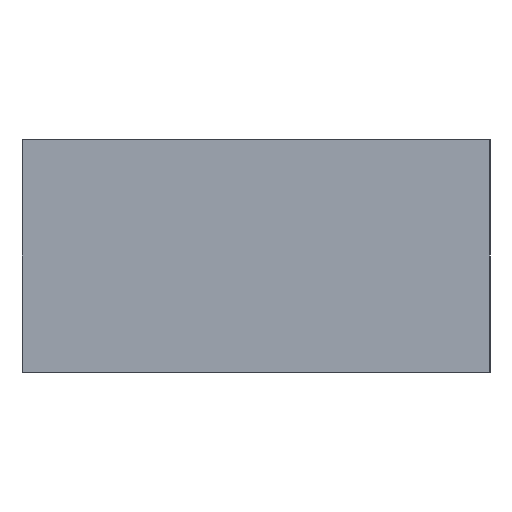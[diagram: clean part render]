
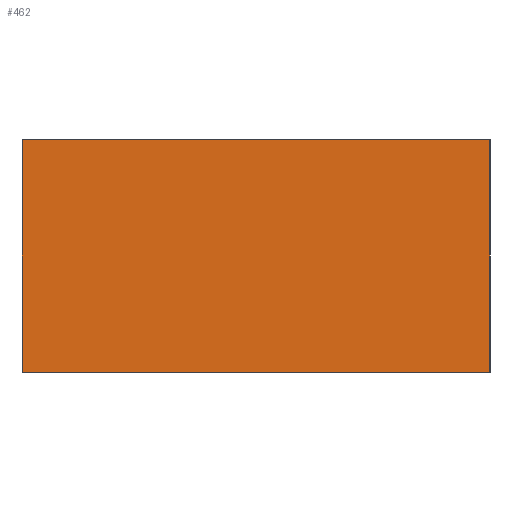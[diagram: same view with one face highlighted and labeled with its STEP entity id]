
A CAD part, left-side view. The second image highlights one B-rep face of the part: STEP entity #462.
In plain terms, the highlighted planar face has unit normal (-1, 0, 0).
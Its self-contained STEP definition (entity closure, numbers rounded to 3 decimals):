
#462 = ADVANCED_FACE ( 'NONE', ( #6175 ), #3777, .T. ) ;
#469 = DIRECTION ( 'NONE',  ( 0., 0., -1. ) ) ;
#525 = ORIENTED_EDGE ( 'NONE', *, *, #929, .T. ) ;
#698 = EDGE_LOOP ( 'NONE', ( #525, #6076, #5649, #1511 ) ) ;
#929 = EDGE_CURVE ( 'NONE', #2283, #5917, #3666, .T. ) ;
#951 = VERTEX_POINT ( 'NONE', #1212 ) ;
#992 = VECTOR ( 'NONE', #3873, 1000. ) ;
#1212 = CARTESIAN_POINT ( 'NONE',  ( -46.469, 0., 3.835 ) ) ;
#1245 = LINE ( 'NONE', #6101, #5656 ) ;
#1281 = CARTESIAN_POINT ( 'NONE',  ( -46.469, 15.443, -3.835 ) ) ;
#1511 = ORIENTED_EDGE ( 'NONE', *, *, #4027, .T. ) ;
#1574 = VECTOR ( 'NONE', #469, 1000. ) ;
#2122 = CARTESIAN_POINT ( 'NONE',  ( -46.469, 15.443, 3.835 ) ) ;
#2283 = VERTEX_POINT ( 'NONE', #3231 ) ;
#2381 = CARTESIAN_POINT ( 'NONE',  ( -46.469, 0., -3.835 ) ) ;
#2770 = DIRECTION ( 'NONE',  ( 0., 0., 1. ) ) ;
#3093 = EDGE_CURVE ( 'NONE', #951, #4446, #4922, .T. ) ;
#3231 = CARTESIAN_POINT ( 'NONE',  ( -46.469, 15.443, -3.835 ) ) ;
#3318 = EDGE_CURVE ( 'NONE', #5917, #951, #1245, .T. ) ;
#3541 = CARTESIAN_POINT ( 'NONE',  ( -46.469, 0., 3.835 ) ) ;
#3550 = LINE ( 'NONE', #6345, #1574 ) ;
#3570 = DIRECTION ( 'NONE',  ( 0., 1., 0. ) ) ;
#3666 = LINE ( 'NONE', #1281, #992 ) ;
#3667 = DIRECTION ( 'NONE',  ( 0., 0., 1. ) ) ;
#3745 = CARTESIAN_POINT ( 'NONE',  ( -46.469, 0., -3.835 ) ) ;
#3777 = PLANE ( 'NONE',  #5082 ) ;
#3873 = DIRECTION ( 'NONE',  ( 0., -1., 0. ) ) ;
#4027 = EDGE_CURVE ( 'NONE', #4446, #2283, #3550, .T. ) ;
#4223 = VECTOR ( 'NONE', #3570, 1000. ) ;
#4304 = DIRECTION ( 'NONE',  ( -1., 0., 0. ) ) ;
#4446 = VERTEX_POINT ( 'NONE', #2122 ) ;
#4922 = LINE ( 'NONE', #3541, #4223 ) ;
#5082 = AXIS2_PLACEMENT_3D ( 'NONE', #3745, #4304, #2770 ) ;
#5649 = ORIENTED_EDGE ( 'NONE', *, *, #3093, .T. ) ;
#5656 = VECTOR ( 'NONE', #3667, 1000. ) ;
#5917 = VERTEX_POINT ( 'NONE', #2381 ) ;
#6076 = ORIENTED_EDGE ( 'NONE', *, *, #3318, .T. ) ;
#6101 = CARTESIAN_POINT ( 'NONE',  ( -46.469, 0., -3.835 ) ) ;
#6175 = FACE_OUTER_BOUND ( 'NONE', #698, .T. ) ;
#6345 = CARTESIAN_POINT ( 'NONE',  ( -46.469, 15.443, 3.835 ) ) ;
